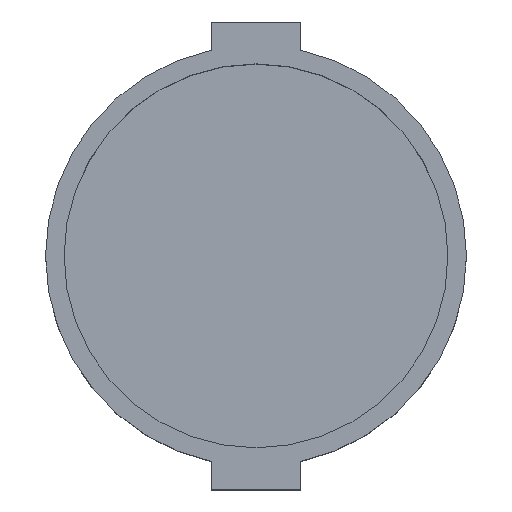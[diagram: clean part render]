
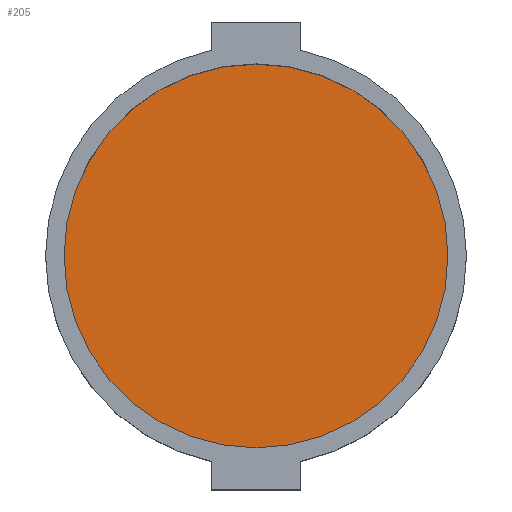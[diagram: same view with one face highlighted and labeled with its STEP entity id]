
A CAD part, top view. The second image highlights one B-rep face of the part: STEP entity #205.
In plain terms, the highlighted planar face has unit normal (0, 0, 1).
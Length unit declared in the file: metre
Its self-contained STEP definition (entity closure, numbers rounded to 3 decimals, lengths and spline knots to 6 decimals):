
#20=PLANE('',#236);
#26=CIRCLE('',#234,0.03048);
#78=ORIENTED_EDGE('',*,*,#104,.T.);
#104=EDGE_CURVE('',#122,#122,#26,.T.);
#122=VERTEX_POINT('',#349);
#176=EDGE_LOOP('',(#78));
#190=FACE_BOUND('',#176,.T.);
#205=ADVANCED_FACE('',(#190),#20,.T.);
#234=AXIS2_PLACEMENT_3D('',#348,#289,#290);
#236=AXIS2_PLACEMENT_3D('',#351,#293,#294);
#289=DIRECTION('',(0.,0.,1.));
#290=DIRECTION('',(1.,0.,0.));
#293=DIRECTION('',(0.,0.,1.));
#294=DIRECTION('',(1.,0.,0.));
#348=CARTESIAN_POINT('',(0.,0.,0.14097));
#349=CARTESIAN_POINT('',(0.03048,0.,0.14097));
#351=CARTESIAN_POINT('',(0.,0.,0.14097));
